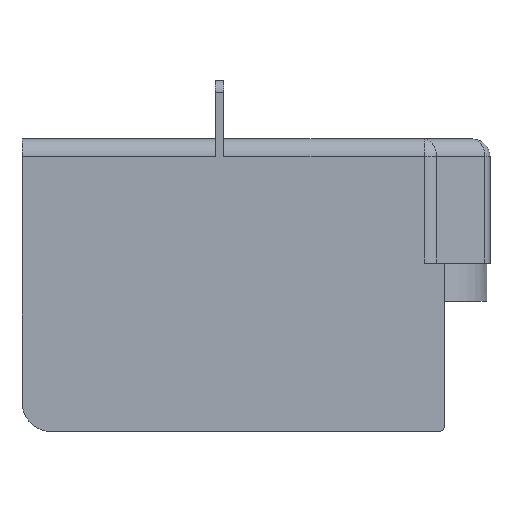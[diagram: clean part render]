
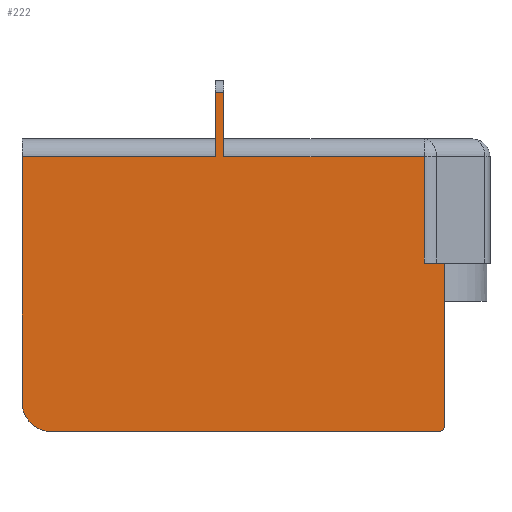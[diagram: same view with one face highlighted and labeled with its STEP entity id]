
A CAD part, left-side view. The second image highlights one B-rep face of the part: STEP entity #222.
In plain terms, the highlighted planar face has unit normal (-1, 0, 0).
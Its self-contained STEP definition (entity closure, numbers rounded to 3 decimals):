
#102=PLANE('',#2237);
#222=ADVANCED_FACE('',(#357),#102,.T.);
#357=FACE_OUTER_BOUND('',#453,.T.);
#453=EDGE_LOOP('',(#1368,#1369,#1370,#1371,#1372,#1373,#1374,#1375,#1376,
#1377,#1378,#1379));
#514=LINE('',#3024,#710);
#517=LINE('',#3037,#713);
#629=LINE('',#3380,#825);
#633=LINE('',#3394,#829);
#638=LINE('',#3414,#834);
#642=LINE('',#3423,#838);
#647=LINE('',#3433,#843);
#653=LINE('',#3462,#849);
#656=LINE('',#3470,#852);
#666=LINE('',#3489,#862);
#710=VECTOR('',#2365,1.);
#713=VECTOR('',#2378,1.);
#825=VECTOR('',#2692,1.);
#829=VECTOR('',#2710,1.);
#834=VECTOR('',#2731,1.);
#838=VECTOR('',#2741,1.);
#843=VECTOR('',#2754,1.);
#849=VECTOR('',#2776,1.);
#852=VECTOR('',#2783,1.);
#862=VECTOR('',#2805,1.);
#1368=ORIENTED_EDGE('',*,*,#1905,.T.);
#1369=ORIENTED_EDGE('',*,*,#1916,.F.);
#1370=ORIENTED_EDGE('',*,*,#1691,.F.);
#1371=ORIENTED_EDGE('',*,*,#1886,.F.);
#1372=ORIENTED_EDGE('',*,*,#1871,.F.);
#1373=ORIENTED_EDGE('',*,*,#1881,.F.);
#1374=ORIENTED_EDGE('',*,*,#1697,.F.);
#1375=ORIENTED_EDGE('',*,*,#1892,.T.);
#1376=ORIENTED_EDGE('',*,*,#1853,.F.);
#1377=ORIENTED_EDGE('',*,*,#1864,.F.);
#1378=ORIENTED_EDGE('',*,*,#1855,.F.);
#1379=ORIENTED_EDGE('',*,*,#1901,.T.);
#1476=VERTEX_POINT('',#3019);
#1478=VERTEX_POINT('',#3023);
#1483=VERTEX_POINT('',#3036);
#1484=VERTEX_POINT('',#3038);
#1583=VERTEX_POINT('',#3356);
#1584=VERTEX_POINT('',#3358);
#1585=VERTEX_POINT('',#3362);
#1586=VERTEX_POINT('',#3363);
#1594=VERTEX_POINT('',#3393);
#1595=VERTEX_POINT('',#3395);
#1609=VERTEX_POINT('',#3461);
#1612=VERTEX_POINT('',#3469);
#1691=EDGE_CURVE('',#1478,#1476,#514,.T.);
#1697=EDGE_CURVE('',#1483,#1484,#517,.T.);
#1853=EDGE_CURVE('',#1583,#1584,#2012,.T.);
#1855=EDGE_CURVE('',#1585,#1586,#2013,.T.);
#1864=EDGE_CURVE('',#1586,#1583,#629,.T.);
#1871=EDGE_CURVE('',#1594,#1595,#633,.T.);
#1881=EDGE_CURVE('',#1484,#1594,#638,.T.);
#1886=EDGE_CURVE('',#1595,#1478,#642,.T.);
#1892=EDGE_CURVE('',#1483,#1584,#647,.T.);
#1901=EDGE_CURVE('',#1585,#1609,#653,.T.);
#1905=EDGE_CURVE('',#1609,#1612,#656,.T.);
#1916=EDGE_CURVE('',#1476,#1612,#666,.T.);
#2012=CIRCLE('',#2189,5.);
#2013=CIRCLE('',#2191,1.);
#2189=AXIS2_PLACEMENT_3D('',#3357,#2668,#2669);
#2191=AXIS2_PLACEMENT_3D('',#3361,#2673,#2674);
#2237=AXIS2_PLACEMENT_3D('',#3491,#2808,#2809);
#2365=DIRECTION('',(0.,-1.,0.));
#2378=DIRECTION('',(0.,-1.,0.));
#2668=DIRECTION('',(1.,0.,0.));
#2669=DIRECTION('',(0.,0.,1.));
#2673=DIRECTION('',(1.,0.,0.));
#2674=DIRECTION('',(0.,-0.707,-0.707));
#2692=DIRECTION('',(0.,1.,0.));
#2710=DIRECTION('',(0.,-1.,0.));
#2731=DIRECTION('',(0.,0.,1.));
#2741=DIRECTION('',(0.,0.,-1.));
#2754=DIRECTION('',(0.,0.,-1.));
#2776=DIRECTION('',(0.,0.,1.));
#2783=DIRECTION('',(0.,1.,0.));
#2805=DIRECTION('',(0.,0.,-1.));
#2808=DIRECTION('',(-1.,0.,0.));
#2809=DIRECTION('',(0.,-1.,0.));
#3019=CARTESIAN_POINT('',(-17.,-0.757,-3.));
#3023=CARTESIAN_POINT('',(-17.,33.5,-3.));
#3024=CARTESIAN_POINT('',(-17.,46.807,-3.));
#3036=CARTESIAN_POINT('',(-17.,68.,-3.));
#3037=CARTESIAN_POINT('',(-17.,46.807,-3.));
#3038=CARTESIAN_POINT('',(-17.,35.,-3.));
#3356=CARTESIAN_POINT('',(-17.,63.,-50.));
#3357=CARTESIAN_POINT('',(-17.,63.,-45.));
#3358=CARTESIAN_POINT('',(-17.,68.,-45.));
#3361=CARTESIAN_POINT('',(-17.,-3.2,-49.));
#3362=CARTESIAN_POINT('',(-17.,-4.2,-49.));
#3363=CARTESIAN_POINT('',(-17.,-3.2,-50.));
#3380=CARTESIAN_POINT('',(-17.,-2.,-50.));
#3393=CARTESIAN_POINT('',(-17.,35.,8.));
#3394=CARTESIAN_POINT('',(-17.,33.875,8.));
#3395=CARTESIAN_POINT('',(-17.,33.5,8.));
#3414=CARTESIAN_POINT('',(-17.,35.,10.));
#3423=CARTESIAN_POINT('',(-17.,33.5,10.));
#3433=CARTESIAN_POINT('',(-17.,68.,10.));
#3461=CARTESIAN_POINT('',(-17.,-4.2,-21.2));
#3462=CARTESIAN_POINT('',(-17.,-4.2,-34.85));
#3469=CARTESIAN_POINT('',(-17.,-0.757,-21.2));
#3470=CARTESIAN_POINT('',(-17.,7.5,-21.2));
#3489=CARTESIAN_POINT('',(-17.,-0.757,5.));
#3491=CARTESIAN_POINT('',(-17.,47.5,10.));
